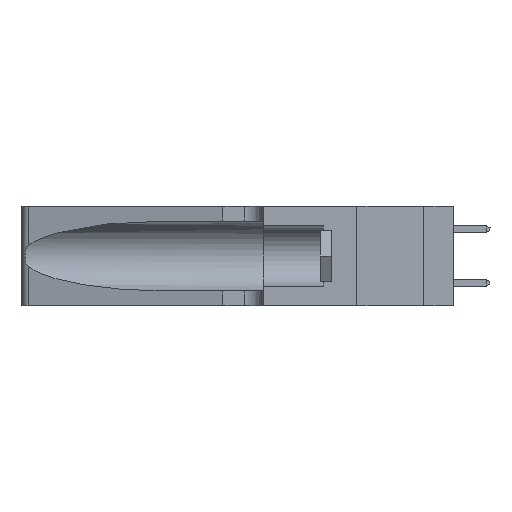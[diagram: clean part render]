
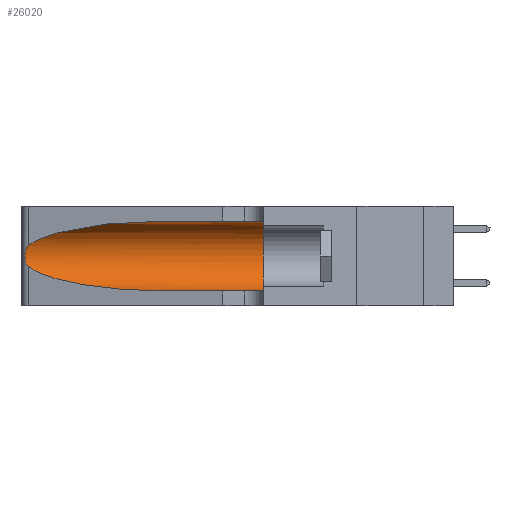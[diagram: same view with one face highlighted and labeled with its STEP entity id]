
A CAD part, left-side view. The second image highlights one B-rep face of the part: STEP entity #26020.
In plain terms, the highlighted cylindrical face has radius 3.308 mm (diameter 6.617 mm), a partial arc.
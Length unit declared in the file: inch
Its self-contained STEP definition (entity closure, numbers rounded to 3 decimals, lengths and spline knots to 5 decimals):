
#147 = CYLINDRICAL_SURFACE ( 'NONE', #7785, 0.13025 ) ;
#255 = B_SPLINE_CURVE_WITH_KNOTS ( 'NONE', 3,
 ( #3266, #6084, #25583, #8915, #28349, #11725, #31118, #14518, #33851, #17325, #568, #20124, #3398, #22898 ),
 .UNSPECIFIED., .F., .F.,
 ( 4, 2, 2, 2, 2, 2, 4 ),
 ( 0., 0.00027, 0.00053, 0.00107, 0.0016, 0.00187, 0.00214 ),
 .UNSPECIFIED. ) ;
#568 = CARTESIAN_POINT ( 'NONE',  ( 0.25789, 1.23486, 0.15765 ) ) ;
#890 = CARTESIAN_POINT ( 'NONE',  ( 0.18966, 0.96281, 0.05475 ) ) ;
#2012 = ORIENTED_EDGE ( 'NONE', *, *, #16434, .F. ) ;
#2725 = CARTESIAN_POINT ( 'NONE',  ( 0.25487, 1.22718, 0.22369 ) ) ;
#2766 = DIRECTION ( 'NONE',  ( 0., 1., 0. ) ) ;
#3147 = LINE ( 'NONE', #20428, #17155 ) ;
#3266 = CARTESIAN_POINT ( 'NONE',  ( 0.25487, 1.22718, 0.22369 ) ) ;
#3398 = CARTESIAN_POINT ( 'NONE',  ( 0.25555, 1.22993, 0.14849 ) ) ;
#3707 = CARTESIAN_POINT ( 'NONE',  ( 0.1305, 0.72297, 0.05475 ) ) ;
#4065 = CARTESIAN_POINT ( 'NONE',  ( 0.25487, 1.22718, 0.14631 ) ) ;
#4280 = EDGE_CURVE ( 'NONE', #22943, #8625, #29653, .T. ) ;
#4822 = EDGE_CURVE ( 'NONE', #12015, #27026, #6775, .T. ) ;
#6084 = CARTESIAN_POINT ( 'NONE',  ( 0.25555, 1.22994, 0.2215 ) ) ;
#6508 = DIRECTION ( 'NONE',  ( 0., -1., 0. ) ) ;
#6775 =( BOUNDED_CURVE ( )  B_SPLINE_CURVE ( 3, ( #20429, #17649, #890, #3707 ),
 .UNSPECIFIED., .F., .T. ) 
 B_SPLINE_CURVE_WITH_KNOTS ( ( 4, 4 ),
 ( 3.44316, 4.71239 ),
 .UNSPECIFIED. ) 
 CURVE ( )  GEOMETRIC_REPRESENTATION_ITEM ( )  RATIONAL_B_SPLINE_CURVE ( ( 1., 0.87, 0.87, 1. ) ) 
 REPRESENTATION_ITEM ( '' )  );
#7138 = CARTESIAN_POINT ( 'NONE',  ( 0.25487, 1.22718, 0.22369 ) ) ;
#7420 = CARTESIAN_POINT ( 'NONE',  ( 0.1305, 0.72297, 0.31525 ) ) ;
#7785 = AXIS2_PLACEMENT_3D ( 'NONE', #11018, #27535, #30409 ) ;
#8625 = VERTEX_POINT ( 'NONE', #31627 ) ;
#8915 = CARTESIAN_POINT ( 'NONE',  ( 0.25787, 1.23484, 0.2124 ) ) ;
#9178 = EDGE_CURVE ( 'NONE', #11657, #12015, #255, .T. ) ;
#10260 = EDGE_LOOP ( 'NONE', ( #15517, #17769, #16467, #10292, #2012, #12488 ) ) ;
#10292 = ORIENTED_EDGE ( 'NONE', *, *, #17332, .T. ) ;
#11018 = CARTESIAN_POINT ( 'NONE',  ( 0.1305, 1.61858, 0.185 ) ) ;
#11657 = VERTEX_POINT ( 'NONE', #2725 ) ;
#11725 = CARTESIAN_POINT ( 'NONE',  ( 0.26018, 1.23835, 0.19895 ) ) ;
#12015 = VERTEX_POINT ( 'NONE', #4065 ) ;
#12488 = ORIENTED_EDGE ( 'NONE', *, *, #4280, .F. ) ;
#14518 = CARTESIAN_POINT ( 'NONE',  ( 0.26075, 1.23896, 0.178 ) ) ;
#15052 = FACE_OUTER_BOUND ( 'NONE', #10260, .T. ) ;
#15517 = ORIENTED_EDGE ( 'NONE', *, *, #17857, .T. ) ;
#16434 = EDGE_CURVE ( 'NONE', #8625, #32960, #16719, .T. ) ;
#16467 = ORIENTED_EDGE ( 'NONE', *, *, #4822, .T. ) ;
#16719 = CIRCLE ( 'NONE', #26307, 0.13025 ) ;
#17155 = VECTOR ( 'NONE', #6508, 39.37008 ) ;
#17325 = CARTESIAN_POINT ( 'NONE',  ( 0.25856, 1.23593, 0.16098 ) ) ;
#17332 = EDGE_CURVE ( 'NONE', #27026, #32960, #3147, .T. ) ;
#17649 = CARTESIAN_POINT ( 'NONE',  ( 0.2373, 1.15595, 0.08982 ) ) ;
#17769 = ORIENTED_EDGE ( 'NONE', *, *, #9178, .T. ) ;
#17857 = EDGE_CURVE ( 'NONE', #22943, #11657, #33658, .T. ) ;
#18176 = CARTESIAN_POINT ( 'NONE',  ( 0.1305, 1.61858, 0.31525 ) ) ;
#18257 = CARTESIAN_POINT ( 'NONE',  ( 0.1305, 0.72297, 0.31525 ) ) ;
#19506 = CARTESIAN_POINT ( 'NONE',  ( 0.1305, 0.35, 0.185 ) ) ;
#20124 = CARTESIAN_POINT ( 'NONE',  ( 0.25639, 1.23186, 0.15144 ) ) ;
#20428 = CARTESIAN_POINT ( 'NONE',  ( 0.1305, 1.61858, 0.05475 ) ) ;
#20429 = CARTESIAN_POINT ( 'NONE',  ( 0.25487, 1.22718, 0.14631 ) ) ;
#22278 = DIRECTION ( 'NONE',  ( 0., 0., 1. ) ) ;
#22898 = CARTESIAN_POINT ( 'NONE',  ( 0.25487, 1.22718, 0.14631 ) ) ;
#22943 = VERTEX_POINT ( 'NONE', #7420 ) ;
#23809 = CARTESIAN_POINT ( 'NONE',  ( 0.2373, 1.15595, 0.28018 ) ) ;
#25583 = CARTESIAN_POINT ( 'NONE',  ( 0.25639, 1.23184, 0.21858 ) ) ;
#26020 = ADVANCED_FACE ( 'NONE', ( #15052 ), #147, .F. ) ;
#26307 = AXIS2_PLACEMENT_3D ( 'NONE', #19506, #2766, #22278 ) ;
#27026 = VERTEX_POINT ( 'NONE', #28306 ) ;
#27535 = DIRECTION ( 'NONE',  ( 0., -1., 0. ) ) ;
#27908 = VECTOR ( 'NONE', #32043, 39.37008 ) ;
#28306 = CARTESIAN_POINT ( 'NONE',  ( 0.1305, 0.72297, 0.05475 ) ) ;
#28349 = CARTESIAN_POINT ( 'NONE',  ( 0.25854, 1.2359, 0.20912 ) ) ;
#29259 = CARTESIAN_POINT ( 'NONE',  ( 0.18966, 0.96281, 0.31525 ) ) ;
#29653 = LINE ( 'NONE', #18176, #27908 ) ;
#30409 = DIRECTION ( 'NONE',  ( 0., 0., -1. ) ) ;
#31118 = CARTESIAN_POINT ( 'NONE',  ( 0.26075, 1.23896, 0.19203 ) ) ;
#31627 = CARTESIAN_POINT ( 'NONE',  ( 0.1305, 0.35, 0.31525 ) ) ;
#32043 = DIRECTION ( 'NONE',  ( 0., -1., 0. ) ) ;
#32960 = VERTEX_POINT ( 'NONE', #34102 ) ;
#33658 =( BOUNDED_CURVE ( )  B_SPLINE_CURVE ( 3, ( #18257, #29259, #23809, #7138 ),
 .UNSPECIFIED., .F., .F. ) 
 B_SPLINE_CURVE_WITH_KNOTS ( ( 4, 4 ),
 ( 1.5708, 2.84003 ),
 .UNSPECIFIED. ) 
 CURVE ( )  GEOMETRIC_REPRESENTATION_ITEM ( )  RATIONAL_B_SPLINE_CURVE ( ( 1., 0.87, 0.87, 1. ) ) 
 REPRESENTATION_ITEM ( '' )  );
#33851 = CARTESIAN_POINT ( 'NONE',  ( 0.26017, 1.23833, 0.17102 ) ) ;
#34102 = CARTESIAN_POINT ( 'NONE',  ( 0.1305, 0.35, 0.05475 ) ) ;
